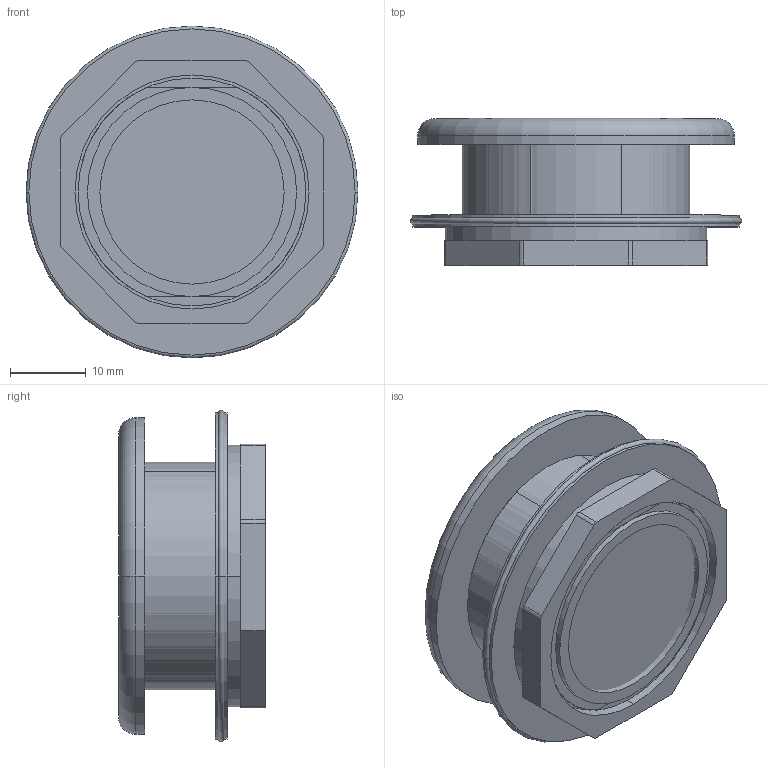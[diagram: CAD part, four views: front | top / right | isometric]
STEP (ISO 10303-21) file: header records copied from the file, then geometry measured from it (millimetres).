
FILE_DESCRIPTION((''),'2;1');
FILE_NAME('9001K51_ASM','2021-04-15T09:34:23',('SESA592305'),('Schneider-Electric'),'CREO PARAMETRIC BY PTC INC, 2019471','CREO PARAMETRIC BY PTC INC, 2019471','');
FILE_SCHEMA(('AP242_MANAGED_MODEL_BASED_3D_ENGINEERING_MIM_LF { 1 0 10303 442 1 1 4 }'));
Length unit declared in the file: inch
Products named in the file (4): 65089-014-01-01; 65097-020-01-02; 65091-026-03; 9001K51_ASM
Assembly tree (3 placements, depth 2):
  9001K51_ASM
    65089-014-01-01
    65097-020-01-02
    65091-026-03
Bounding box: 43.94 x 19.43 x 43.94 mm (x, y, z)
Volume: 10830.3 mm3; surface area: 11514.3 mm2
Topology: 3 solids, 4 shells, 58 faces, 140 edges, 102 vertices
Faces by surface type: cylinder 29, plane 23, torus 6
Entity records: 31672 total; most frequent: CARTESIAN_POINT 27431, POLYLINE 508, DIRECTION 434, PROPERTY_DEFINITION 285, REPRESENTATION 280, PROPERTY_DEFINITION_REPRESENTATION 280, ORIENTED_EDGE 260, GENERAL_PROPERTY 253
